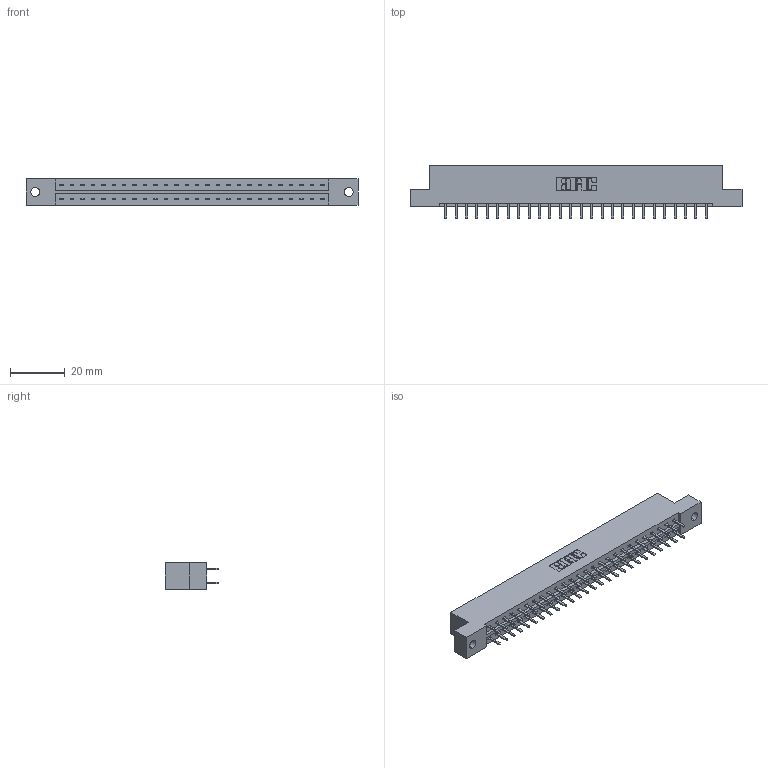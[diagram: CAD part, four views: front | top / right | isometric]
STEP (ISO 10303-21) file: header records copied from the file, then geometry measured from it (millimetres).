
FILE_DESCRIPTION (( 'STEP AP203' ), '1' );
FILE_NAME ('379-052-520-202.STEP', '2020-02-26T17:27:10', ( '' ), ( '' ), 'SwSTEP 2.0', 'SolidWorks 2016', '' );
FILE_SCHEMA (( 'CONFIG_CONTROL_DESIGN' ));
Length unit declared in the file: inch
Products named in the file (3): 345-292-001_345-293-120; 379 Part_Flush - .128 Dia; 379-052-520-202
Assembly tree (53 placements, depth 2):
  379-052-520-202
    379 Part_Flush - .128 Dia
    345-292-001_345-293-120  x52
Bounding box: 121.28 x 19.68 x 9.53 mm (x, y, z)
Volume: 12662.7 mm3; surface area: 13737.4 mm2
Topology: 53 solids, 53 shells, 3026 faces, 8787 edges, 5718 vertices
Faces by surface type: plane 2046, cylinder 980
Entity records: 18913 total; most frequent: CARTESIAN_POINT 3166, ORIENTED_EDGE 3090, DIRECTION 2721, EDGE_CURVE 1545, VECTOR 1413, LINE 1413, VERTEX_POINT 1026, AXIS2_PLACEMENT_3D 654
